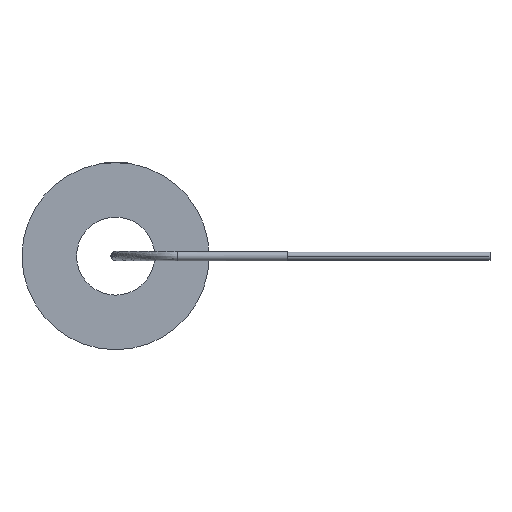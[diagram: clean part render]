
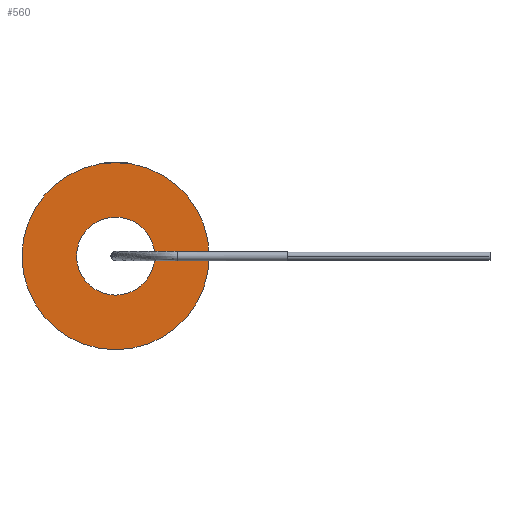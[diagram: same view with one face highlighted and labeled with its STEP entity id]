
A CAD part, left-side view. The second image highlights one B-rep face of the part: STEP entity #560.
In plain terms, the highlighted planar face has unit normal (-1, 0, 0).
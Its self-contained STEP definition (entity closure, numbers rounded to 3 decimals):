
#153 = VERTEX_POINT ( 'NONE', #2920 ) ;
#201 = AXIS2_PLACEMENT_3D ( 'NONE', #753, #4068, #1603 ) ;
#257 = VERTEX_POINT ( 'NONE', #4304 ) ;
#263 = EDGE_CURVE ( 'NONE', #153, #257, #1702, .T. ) ;
#323 = EDGE_LOOP ( 'NONE', ( #3487, #1285 ) ) ;
#333 = PLANE ( 'NONE',  #201 ) ;
#560 = ADVANCED_FACE ( 'NONE', ( #4823, #4954 ), #333, .F. ) ;
#567 = ORIENTED_EDGE ( 'NONE', *, *, #5022, .F. ) ;
#606 = DIRECTION ( 'NONE',  ( 1., 0., 0. ) ) ;
#609 = EDGE_CURVE ( 'NONE', #257, #153, #1766, .T. ) ;
#753 = CARTESIAN_POINT ( 'NONE',  ( 0., 0., 0. ) ) ;
#1192 = DIRECTION ( 'NONE',  ( 1., 0., 0. ) ) ;
#1285 = ORIENTED_EDGE ( 'NONE', *, *, #263, .T. ) ;
#1373 = DIRECTION ( 'NONE',  ( 1., 0., 0. ) ) ;
#1414 = ORIENTED_EDGE ( 'NONE', *, *, #4995, .F. ) ;
#1603 = DIRECTION ( 'NONE',  ( 0., 0., -1. ) ) ;
#1702 = CIRCLE ( 'NONE', #4111, 1.25 ) ;
#1766 = CIRCLE ( 'NONE', #3769, 1.25 ) ;
#1830 = EDGE_LOOP ( 'NONE', ( #567, #1414 ) ) ;
#1841 = AXIS2_PLACEMENT_3D ( 'NONE', #2214, #1373, #5098 ) ;
#1861 = CARTESIAN_POINT ( 'NONE',  ( 0., 0., 0. ) ) ;
#2151 = CARTESIAN_POINT ( 'NONE',  ( 0., 0., 3. ) ) ;
#2214 = CARTESIAN_POINT ( 'NONE',  ( 0., 0., 0. ) ) ;
#2354 = CIRCLE ( 'NONE', #1841, 3. ) ;
#2380 = AXIS2_PLACEMENT_3D ( 'NONE', #3814, #4206, #3865 ) ;
#2920 = CARTESIAN_POINT ( 'NONE',  ( 0., 0., -1.25 ) ) ;
#2993 = DIRECTION ( 'NONE',  ( 0., 0., -1. ) ) ;
#3487 = ORIENTED_EDGE ( 'NONE', *, *, #609, .T. ) ;
#3554 = VERTEX_POINT ( 'NONE', #2151 ) ;
#3769 = AXIS2_PLACEMENT_3D ( 'NONE', #5263, #1192, #5305 ) ;
#3814 = CARTESIAN_POINT ( 'NONE',  ( 0., 0., 0. ) ) ;
#3865 = DIRECTION ( 'NONE',  ( 0., 0., -1. ) ) ;
#3899 = CARTESIAN_POINT ( 'NONE',  ( 0., 0., -3. ) ) ;
#4052 = VERTEX_POINT ( 'NONE', #3899 ) ;
#4068 = DIRECTION ( 'NONE',  ( 1., 0., 0. ) ) ;
#4111 = AXIS2_PLACEMENT_3D ( 'NONE', #1861, #606, #2993 ) ;
#4206 = DIRECTION ( 'NONE',  ( 1., 0., 0. ) ) ;
#4304 = CARTESIAN_POINT ( 'NONE',  ( 0., 0., 1.25 ) ) ;
#4459 = CIRCLE ( 'NONE', #2380, 3. ) ;
#4823 = FACE_OUTER_BOUND ( 'NONE', #1830, .T. ) ;
#4954 = FACE_BOUND ( 'NONE', #323, .T. ) ;
#4995 = EDGE_CURVE ( 'NONE', #4052, #3554, #4459, .T. ) ;
#5022 = EDGE_CURVE ( 'NONE', #3554, #4052, #2354, .T. ) ;
#5098 = DIRECTION ( 'NONE',  ( 0., 0., -1. ) ) ;
#5263 = CARTESIAN_POINT ( 'NONE',  ( 0., 0., 0. ) ) ;
#5305 = DIRECTION ( 'NONE',  ( 0., 0., -1. ) ) ;
